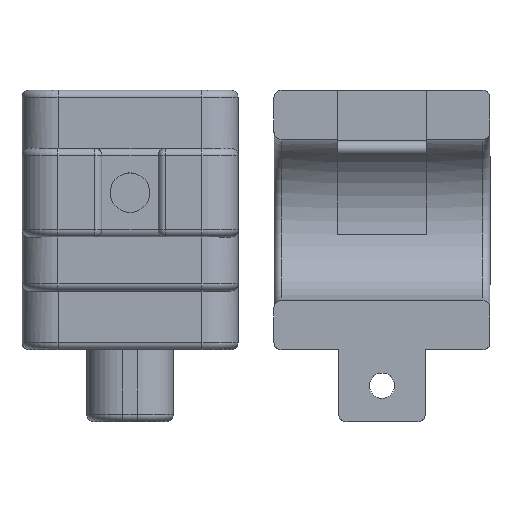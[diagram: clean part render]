
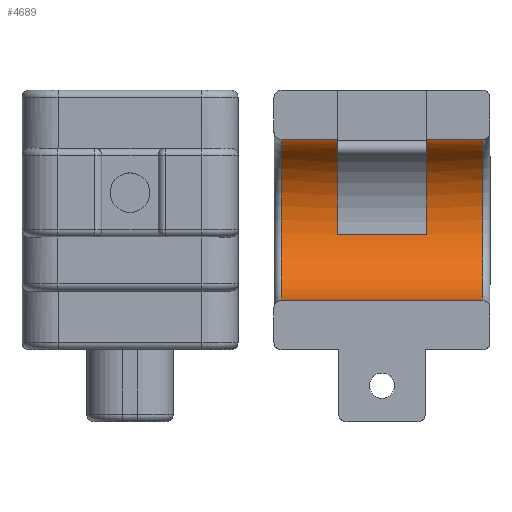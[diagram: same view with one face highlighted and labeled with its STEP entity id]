
A CAD part, top view. The second image highlights one B-rep face of the part: STEP entity #4689.
In plain terms, the highlighted cylindrical face has radius 11.2 mm (diameter 22.4 mm), a partial arc.
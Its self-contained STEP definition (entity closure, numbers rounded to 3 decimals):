
#204=CYLINDRICAL_SURFACE('',#5258,11.2);
#428=CIRCLE('',#5152,11.2);
#429=CIRCLE('',#5154,11.2);
#479=CIRCLE('',#5241,11.2);
#480=CIRCLE('',#5242,11.2);
#481=CIRCLE('',#5245,11.2);
#483=CIRCLE('',#5249,11.2);
#841=FACE_OUTER_BOUND('',#1139,.T.);
#1139=EDGE_LOOP('',(#4260,#4261,#4262,#4263,#4264,#4265,#4266,#4267,#4268,
#4269));
#1404=LINE('',#8286,#1752);
#1414=LINE('',#8391,#1762);
#1425=LINE('',#8465,#1773);
#1484=LINE('',#9138,#1832);
#1752=VECTOR('',#6306,10.);
#1762=VECTOR('',#6322,10.);
#1773=VECTOR('',#6347,10.);
#1832=VECTOR('',#6622,10.);
#2143=VERTEX_POINT('',#8284);
#2144=VERTEX_POINT('',#8285);
#2152=VERTEX_POINT('',#8363);
#2156=VERTEX_POINT('',#8390);
#2171=VERTEX_POINT('',#8463);
#2172=VERTEX_POINT('',#8464);
#2247=VERTEX_POINT('',#9126);
#2250=VERTEX_POINT('',#9131);
#2251=VERTEX_POINT('',#9135);
#2252=VERTEX_POINT('',#9137);
#2746=EDGE_CURVE('',#2143,#2144,#1404,.T.);
#2761=EDGE_CURVE('',#2152,#2156,#1414,.T.);
#2779=EDGE_CURVE('',#2171,#2172,#1425,.T.);
#2818=EDGE_CURVE('',#2156,#2144,#428,.T.);
#2819=EDGE_CURVE('',#2171,#2152,#429,.T.);
#2916=EDGE_CURVE('',#2251,#2250,#479,.T.);
#2917=EDGE_CURVE('',#2252,#2251,#1484,.T.);
#2918=EDGE_CURVE('',#2247,#2252,#480,.T.);
#2922=EDGE_CURVE('',#2250,#2143,#481,.T.);
#2929=EDGE_CURVE('',#2172,#2247,#483,.T.);
#4260=ORIENTED_EDGE('',*,*,#2818,.F.);
#4261=ORIENTED_EDGE('',*,*,#2761,.F.);
#4262=ORIENTED_EDGE('',*,*,#2819,.F.);
#4263=ORIENTED_EDGE('',*,*,#2779,.T.);
#4264=ORIENTED_EDGE('',*,*,#2929,.T.);
#4265=ORIENTED_EDGE('',*,*,#2918,.T.);
#4266=ORIENTED_EDGE('',*,*,#2917,.T.);
#4267=ORIENTED_EDGE('',*,*,#2916,.T.);
#4268=ORIENTED_EDGE('',*,*,#2922,.T.);
#4269=ORIENTED_EDGE('',*,*,#2746,.T.);
#4689=ADVANCED_FACE('',(#841),#204,.F.);
#5152=AXIS2_PLACEMENT_3D('',#8586,#6410,#6411);
#5154=AXIS2_PLACEMENT_3D('',#8588,#6414,#6415);
#5241=AXIS2_PLACEMENT_3D('',#9136,#6620,#6621);
#5242=AXIS2_PLACEMENT_3D('',#9139,#6623,#6624);
#5245=AXIS2_PLACEMENT_3D('',#9147,#6632,#6633);
#5249=AXIS2_PLACEMENT_3D('',#9159,#6645,#6646);
#5258=AXIS2_PLACEMENT_3D('',#9173,#6665,#6666);
#6306=DIRECTION('',(-1.,0.,0.));
#6322=DIRECTION('',(-1.,0.,0.));
#6347=DIRECTION('',(-1.,0.,0.));
#6410=DIRECTION('center_axis',(1.,0.,0.));
#6411=DIRECTION('ref_axis',(0.,0.,-1.));
#6414=DIRECTION('center_axis',(-1.,0.,0.));
#6415=DIRECTION('ref_axis',(0.,0.,-1.));
#6620=DIRECTION('center_axis',(1.,0.,0.));
#6621=DIRECTION('ref_axis',(0.,0.,-1.));
#6622=DIRECTION('',(-1.,0.,0.));
#6623=DIRECTION('center_axis',(-1.,0.,0.));
#6624=DIRECTION('ref_axis',(0.,0.,-1.));
#6632=DIRECTION('center_axis',(1.,0.,0.));
#6633=DIRECTION('ref_axis',(0.,0.,-1.));
#6645=DIRECTION('center_axis',(-1.,0.,0.));
#6646=DIRECTION('ref_axis',(0.,0.,-1.));
#6665=DIRECTION('center_axis',(-1.,0.,0.));
#6666=DIRECTION('ref_axis',(0.,0.,-1.));
#8284=CARTESIAN_POINT('',(-6.2,13.798,-0.058));
#8285=CARTESIAN_POINT('',(-14.,13.798,-0.058));
#8286=CARTESIAN_POINT('',(15.,13.798,-0.058));
#8363=CARTESIAN_POINT('',(14.,-8.598,-0.058));
#8390=CARTESIAN_POINT('',(-14.,-8.598,-0.058));
#8391=CARTESIAN_POINT('',(15.,-8.598,-0.058));
#8463=CARTESIAN_POINT('',(14.,13.798,-0.058));
#8464=CARTESIAN_POINT('',(6.2,13.798,-0.058));
#8465=CARTESIAN_POINT('',(15.,13.798,-0.058));
#8586=CARTESIAN_POINT('Origin',(-14.,2.6,0.142));
#8588=CARTESIAN_POINT('Origin',(14.,2.6,0.142));
#9126=CARTESIAN_POINT('',(6.2,11.779,-6.276));
#9131=CARTESIAN_POINT('',(-6.2,11.779,-6.276));
#9135=CARTESIAN_POINT('',(-6.2,0.6,-10.878));
#9136=CARTESIAN_POINT('Origin',(-6.2,2.6,0.142));
#9137=CARTESIAN_POINT('',(6.2,0.6,-10.878));
#9138=CARTESIAN_POINT('',(15.,0.6,-10.878));
#9139=CARTESIAN_POINT('Origin',(6.2,2.6,0.142));
#9147=CARTESIAN_POINT('Origin',(-6.2,2.6,0.142));
#9159=CARTESIAN_POINT('Origin',(6.2,2.6,0.142));
#9173=CARTESIAN_POINT('Origin',(15.,2.6,0.142));
